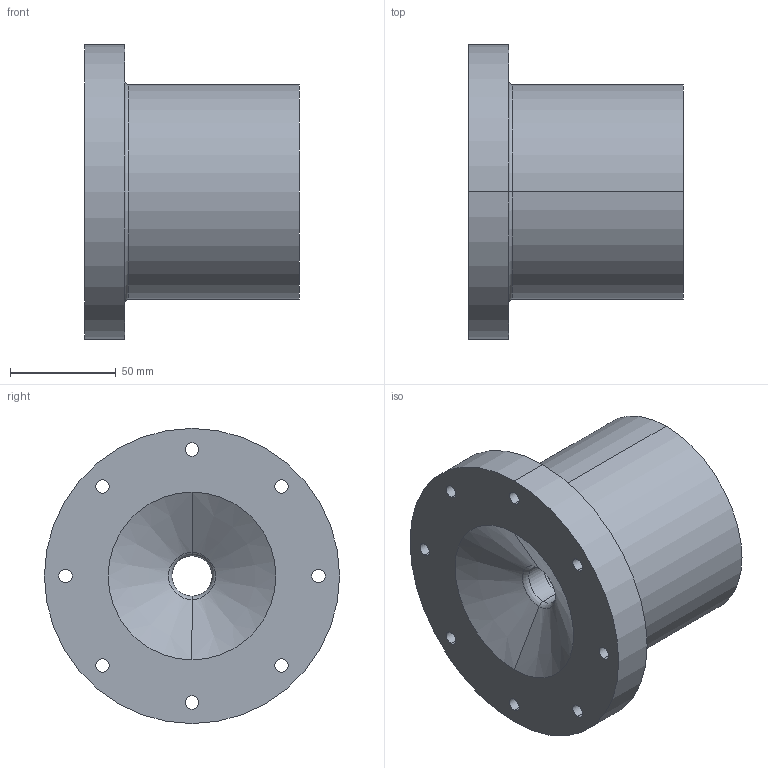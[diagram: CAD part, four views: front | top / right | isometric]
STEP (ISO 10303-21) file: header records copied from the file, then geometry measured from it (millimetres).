
FILE_DESCRIPTION (( 'STEP AP214' ), '1' );
FILE_NAME ('Nozzle Remake_ Stainless.STEP', '2019-09-10T17:50:59', ( '' ), ( '' ), 'SwSTEP 2.0', 'SolidWorks 2018', '' );
FILE_SCHEMA (( 'AUTOMOTIVE_DESIGN' ));
Length unit declared in the file: inch
Products named in the file (1): Nozzle Remake_ Stainless
Bounding box: 101.6 x 139.7 x 139.7 mm (x, y, z)
Volume: 679482 mm3; surface area: 76395.8 mm2
Topology: 1 solids, 1 shells, 34 faces, 84 edges, 52 vertices
Faces by surface type: cylinder 22, torus 6, cone 4, plane 2
Entity records: 1106 total; most frequent: DIRECTION 212, CARTESIAN_POINT 171, ORIENTED_EDGE 168, AXIS2_PLACEMENT_3D 93, EDGE_CURVE 84, CIRCLE 58, EDGE_LOOP 52, VERTEX_POINT 52
